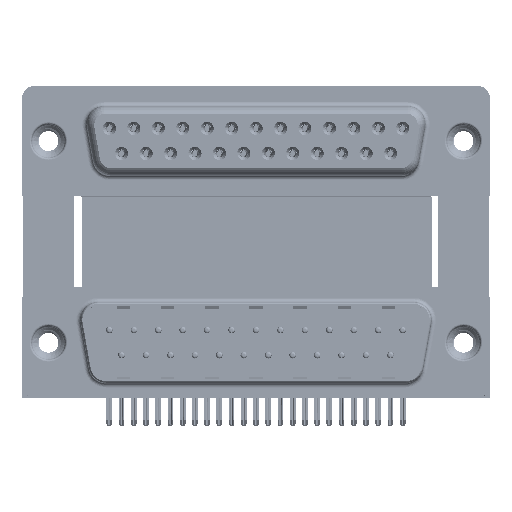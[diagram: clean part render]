
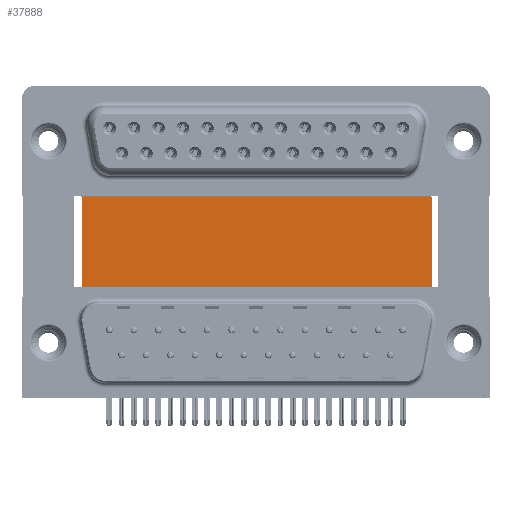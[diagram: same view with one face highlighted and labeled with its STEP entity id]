
A CAD part, top view. The second image highlights one B-rep face of the part: STEP entity #37888.
In plain terms, the highlighted planar face has unit normal (0, 0, 1).
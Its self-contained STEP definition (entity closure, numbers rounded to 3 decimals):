
#1931 = CARTESIAN_POINT ( 'NONE',  ( 43.43, 16.585, -12. ) ) ;
#3634 = EDGE_CURVE ( 'NONE', #49988, #40059, #23038, .T. ) ;
#7102 = ORIENTED_EDGE ( 'NONE', *, *, #42757, .F. ) ;
#10712 = ORIENTED_EDGE ( 'NONE', *, *, #3634, .F. ) ;
#10803 = EDGE_LOOP ( 'NONE', ( #25950, #10712, #7102, #50639 ) ) ;
#13203 = VECTOR ( 'NONE', #52503, 1000. ) ;
#13359 = CARTESIAN_POINT ( 'NONE',  ( 3.79, -3.735, -12. ) ) ;
#14608 = VECTOR ( 'NONE', #54168, 1000. ) ;
#15053 = CARTESIAN_POINT ( 'NONE',  ( 3.79, 16.585, -12. ) ) ;
#17149 = EDGE_CURVE ( 'NONE', #41762, #40059, #47410, .T. ) ;
#17287 = DIRECTION ( 'NONE',  ( 0., -1., 0. ) ) ;
#17443 = CARTESIAN_POINT ( 'NONE',  ( 3.79, 16.585, -12. ) ) ;
#18816 = LINE ( 'NONE', #15053, #14608 ) ;
#23038 = LINE ( 'NONE', #30913, #35716 ) ;
#23518 = VECTOR ( 'NONE', #52027, 1000. ) ;
#25300 = DIRECTION ( 'NONE',  ( 0., 0., -1. ) ) ;
#25950 = ORIENTED_EDGE ( 'NONE', *, *, #17149, .T. ) ;
#26511 = CARTESIAN_POINT ( 'NONE',  ( 3.79, -3.735, -12. ) ) ;
#30913 = CARTESIAN_POINT ( 'NONE',  ( 43.43, 16.585, -12. ) ) ;
#33441 = VERTEX_POINT ( 'NONE', #35884 ) ;
#35716 = VECTOR ( 'NONE', #17287, 1000. ) ;
#35884 = CARTESIAN_POINT ( 'NONE',  ( 3.79, 16.585, -12. ) ) ;
#37888 = ADVANCED_FACE ( 'NONE', ( #42986 ), #51669, .F. ) ;
#40059 = VERTEX_POINT ( 'NONE', #42150 ) ;
#41762 = VERTEX_POINT ( 'NONE', #13359 ) ;
#42150 = CARTESIAN_POINT ( 'NONE',  ( 43.43, -3.735, -12. ) ) ;
#42757 = EDGE_CURVE ( 'NONE', #33441, #49988, #18816, .T. ) ;
#42986 = FACE_OUTER_BOUND ( 'NONE', #10803, .T. ) ;
#46484 = DIRECTION ( 'NONE',  ( -1., 0., 0. ) ) ;
#47410 = LINE ( 'NONE', #26511, #23518 ) ;
#48738 = LINE ( 'NONE', #17443, #13203 ) ;
#49988 = VERTEX_POINT ( 'NONE', #1931 ) ;
#50639 = ORIENTED_EDGE ( 'NONE', *, *, #57074, .T. ) ;
#51669 = PLANE ( 'NONE',  #53291 ) ;
#52027 = DIRECTION ( 'NONE',  ( 1., 0., 0. ) ) ;
#52503 = DIRECTION ( 'NONE',  ( 0., -1., 0. ) ) ;
#53291 = AXIS2_PLACEMENT_3D ( 'NONE', #56588, #25300, #46484 ) ;
#54168 = DIRECTION ( 'NONE',  ( 1., 0., 0. ) ) ;
#56588 = CARTESIAN_POINT ( 'NONE',  ( 3.79, 16.585, -12. ) ) ;
#57074 = EDGE_CURVE ( 'NONE', #33441, #41762, #48738, .T. ) ;
